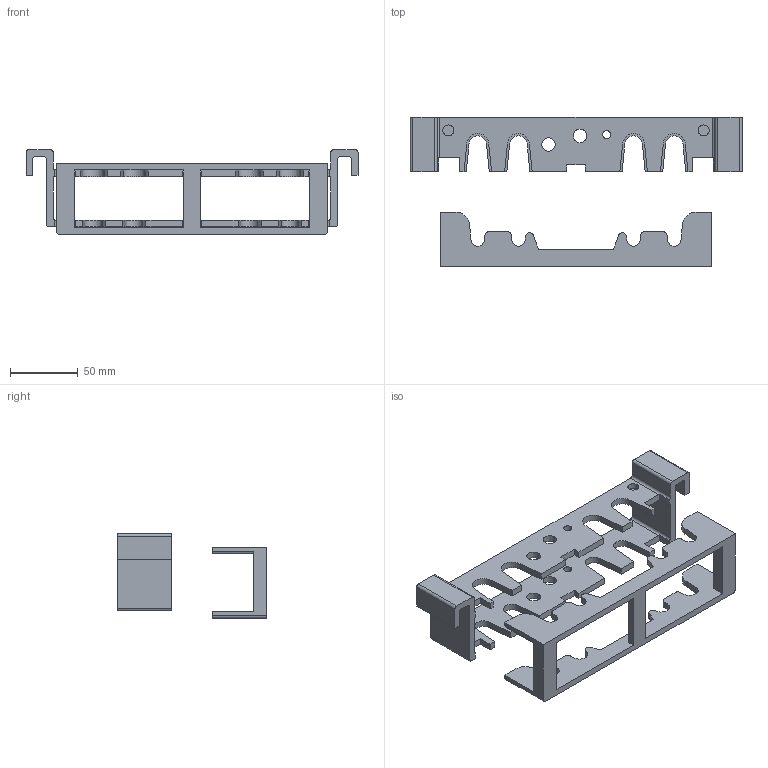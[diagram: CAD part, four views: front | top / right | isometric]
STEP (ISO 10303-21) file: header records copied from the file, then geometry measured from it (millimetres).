
FILE_DESCRIPTION(/* description */ (''),/* implementation_level */ '2;1');
FILE_NAME(/* name */ 'Probe mounting v4.step',/* time_stamp */ '2022-08-09T18:42:35+02:00',/* author */ (''),/* organization */ (''),/* preprocessor_version */ 'ST-DEVELOPER v19',/* originating_system */ 'Autodesk Translation Framework v11.7.0.108',/* authorisation */ '');
FILE_SCHEMA (('AUTOMOTIVE_DESIGN { 1 0 10303 214 3 1 1 }'));
Length unit declared in the file: millimetre
Products named in the file (1): Probe mounting
Bounding box: 245 x 110 x 62.5 mm (x, y, z)
Volume: 151222 mm3; surface area: 74616.7 mm2
Topology: 2 solids, 2 shells, 179 faces, 528 edges, 352 vertices
Faces by surface type: plane 119, cylinder 60
Full cylindrical faces by diameter (mm): 6 x2, 8 x4, 10 x4
Entity records: 6042 total; most frequent: CARTESIAN_POINT 1070, ORIENTED_EDGE 1056, DIRECTION 1012, EDGE_CURVE 528, LINE 400, VECTOR 400, VERTEX_POINT 352, AXIS2_PLACEMENT_3D 306
